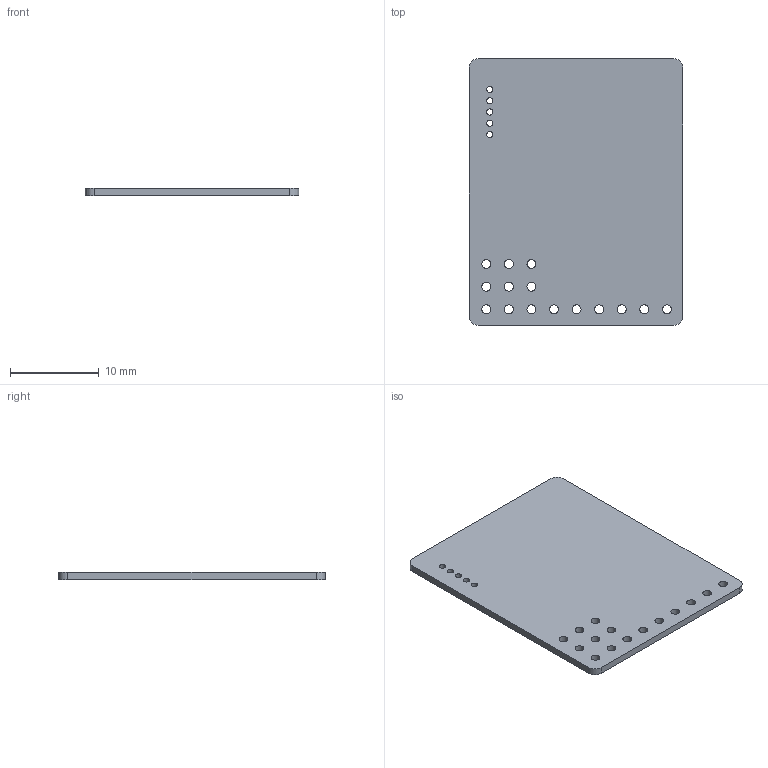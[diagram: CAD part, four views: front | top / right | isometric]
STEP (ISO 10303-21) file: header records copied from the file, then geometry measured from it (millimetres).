
FILE_DESCRIPTION(('KiCad electronic assembly'),'2;1');
FILE_NAME('m-link-plus.step','2022-12-29T20:40:37',('Pcbnew'),('Kicad'), 'Open CASCADE STEP processor 7.6','KiCad to STEP converter','Unknown' );
FILE_SCHEMA(('AUTOMOTIVE_DESIGN { 1 0 10303 214 1 1 1 1 }'));
Length unit declared in the file: millimetre
Products named in the file (2): m-link-plus 1; m-link-plus PCB
Assembly tree (1 placements, depth 2):
  m-link-plus 1
    m-link-plus PCB
Bounding box: 24 x 30 x 0.79 mm (x, y, z)
Volume: 558.1 mm3; surface area: 1540.9 mm2
Topology: 1 solids, 1 shells, 31 faces, 87 edges, 58 vertices
Faces by surface type: cylinder 24, plane 7
Full cylindrical faces by diameter (mm): 0.7 x5, 1 x15
Entity records: 2431 total; most frequent: CARTESIAN_POINT 640, DIRECTION 327, ORIENTED_EDGE 174, PCURVE 174, DEFINITIONAL_REPRESENTATION 174, LINE 165, VECTOR 165, EDGE_CURVE 87
